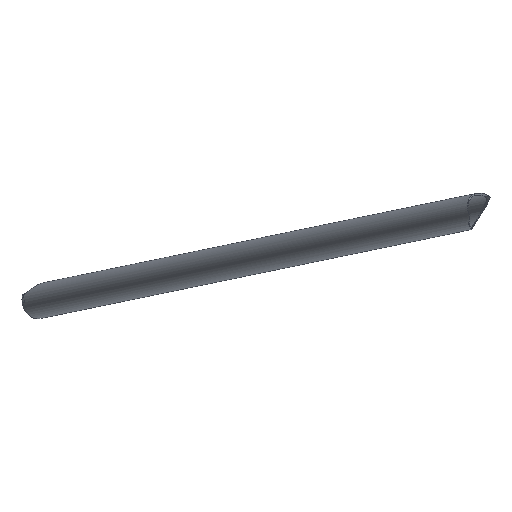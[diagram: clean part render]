
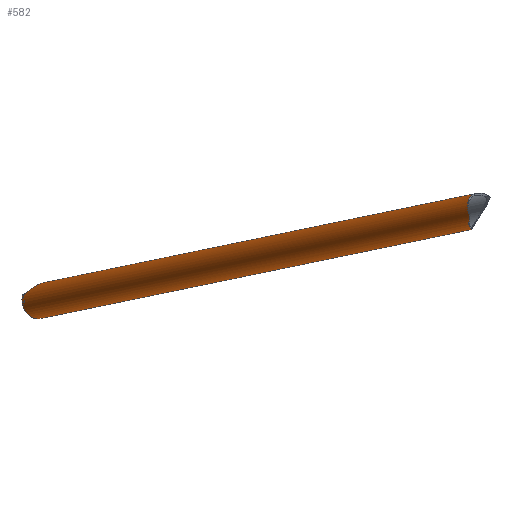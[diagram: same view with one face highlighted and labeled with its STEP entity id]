
A CAD part, top view. The second image highlights one B-rep face of the part: STEP entity #582.
In plain terms, the highlighted cylindrical face has radius 14 mm (diameter 28 mm), a partial arc.
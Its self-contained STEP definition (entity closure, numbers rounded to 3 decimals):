
#58=CARTESIAN_POINT('Control Point',(-1547.659,-98.005,993.293)) ;
#59=CARTESIAN_POINT('Control Point',(-1547.586,-99.061,991.232)) ;
#60=CARTESIAN_POINT('Control Point',(-1547.384,-99.976,989.102)) ;
#61=CARTESIAN_POINT('Control Point',(-1547.008,-100.74,986.945)) ;
#62=CARTESIAN_POINT('Control Point',(-1546.38,-101.309,984.717)) ;
#63=CARTESIAN_POINT('Control Point',(-1545.376,-101.489,982.637)) ;
#64=CARTESIAN_POINT('Vertex',(-1547.659,-98.005,993.293)) ;
#66=CARTESIAN_POINT('Vertex',(-1545.376,-101.489,982.637)) ;
#125=CARTESIAN_POINT('Vertex',(-1547.542,-89.905,1002.842)) ;
#129=CARTESIAN_POINT('Control Point',(-1547.542,-89.905,1002.842)) ;
#130=CARTESIAN_POINT('Control Point',(-1547.477,-90.462,1002.632)) ;
#131=CARTESIAN_POINT('Control Point',(-1547.435,-90.996,1002.35)) ;
#132=CARTESIAN_POINT('Control Point',(-1547.419,-91.496,1002.009)) ;
#133=CARTESIAN_POINT('Control Point',(-1547.418,-92.427,1001.264)) ;
#134=CARTESIAN_POINT('Control Point',(-1547.459,-93.261,1000.412)) ;
#135=CARTESIAN_POINT('Control Point',(-1547.484,-93.655,999.972)) ;
#136=CARTESIAN_POINT('Control Point',(-1547.574,-94.904,998.473)) ;
#137=CARTESIAN_POINT('Control Point',(-1547.663,-96.,996.854)) ;
#138=CARTESIAN_POINT('Control Point',(-1547.699,-96.716,995.694)) ;
#139=CARTESIAN_POINT('Control Point',(-1547.701,-97.385,994.505)) ;
#140=CARTESIAN_POINT('Control Point',(-1547.659,-98.005,993.293)) ;
#159=CARTESIAN_POINT('Vertex',(-1548.533,-86.592,1002.493)) ;
#163=CARTESIAN_POINT('Control Point',(-1548.533,-86.592,1002.493)) ;
#164=CARTESIAN_POINT('Control Point',(-1548.31,-87.712,1002.702)) ;
#165=CARTESIAN_POINT('Control Point',(-1547.967,-88.824,1002.835)) ;
#166=CARTESIAN_POINT('Control Point',(-1547.542,-89.905,1002.842)) ;
#181=CARTESIAN_POINT('Vertex',(-1548.732,-81.91,1001.226)) ;
#185=CARTESIAN_POINT('Control Point',(-1548.732,-81.91,1001.226)) ;
#186=CARTESIAN_POINT('Control Point',(-1548.877,-83.054,1001.623)) ;
#187=CARTESIAN_POINT('Control Point',(-1548.888,-84.23,1001.976)) ;
#188=CARTESIAN_POINT('Control Point',(-1548.768,-85.416,1002.273)) ;
#189=CARTESIAN_POINT('Control Point',(-1548.533,-86.592,1002.493)) ;
#206=CARTESIAN_POINT('Control Point',(-1548.732,-81.91,1001.226)) ;
#207=CARTESIAN_POINT('Control Point',(-1548.74,-81.009,1000.715)) ;
#208=CARTESIAN_POINT('Control Point',(-1548.68,-80.132,1000.159)) ;
#209=CARTESIAN_POINT('Control Point',(-1548.543,-79.284,999.571)) ;
#210=CARTESIAN_POINT('Control Point',(-1548.135,-77.761,998.428)) ;
#211=CARTESIAN_POINT('Control Point',(-1547.434,-76.389,997.238)) ;
#212=CARTESIAN_POINT('Control Point',(-1547.043,-75.79,996.68)) ;
#213=CARTESIAN_POINT('Control Point',(-1545.952,-74.462,995.35)) ;
#214=CARTESIAN_POINT('Control Point',(-1544.516,-73.431,994.073)) ;
#215=CARTESIAN_POINT('Control Point',(-1543.571,-72.948,993.366)) ;
#216=CARTESIAN_POINT('Control Point',(-1542.54,-72.595,992.711)) ;
#217=CARTESIAN_POINT('Control Point',(-1541.449,-72.373,992.12)) ;
#218=CARTESIAN_POINT('Vertex',(-1541.449,-72.373,992.12)) ;
#320=CARTESIAN_POINT('Vertex',(-1545.506,-101.774,977.834)) ;
#324=CARTESIAN_POINT('Control Point',(-1545.505,-101.774,977.65)) ;
#325=CARTESIAN_POINT('Control Point',(-1545.506,-101.774,977.711)) ;
#326=CARTESIAN_POINT('Control Point',(-1545.506,-101.774,977.773)) ;
#327=CARTESIAN_POINT('Control Point',(-1545.506,-101.774,977.834)) ;
#328=CARTESIAN_POINT('Vertex',(-1545.505,-101.774,977.65)) ;
#382=CARTESIAN_POINT('Control Point',(-1545.376,-101.489,982.637)) ;
#383=CARTESIAN_POINT('Control Point',(-1545.456,-101.663,981.044)) ;
#384=CARTESIAN_POINT('Control Point',(-1545.507,-101.767,979.441)) ;
#385=CARTESIAN_POINT('Control Point',(-1545.506,-101.774,977.834)) ;
#411=CARTESIAN_POINT('Vertex',(-1896.094,-173.193,452.639)) ;
#415=CARTESIAN_POINT('Control Point',(-1897.641,-173.51,450.262)) ;
#416=CARTESIAN_POINT('Control Point',(-1897.332,-173.446,450.738)) ;
#417=CARTESIAN_POINT('Control Point',(-1897.022,-173.383,451.213)) ;
#418=CARTESIAN_POINT('Control Point',(-1896.713,-173.32,451.688)) ;
#419=CARTESIAN_POINT('Control Point',(-1896.403,-173.257,452.164)) ;
#420=CARTESIAN_POINT('Control Point',(-1896.094,-173.193,452.639)) ;
#421=CARTESIAN_POINT('Vertex',(-1897.641,-173.51,450.262)) ;
#486=CARTESIAN_POINT('Vertex',(-1895.239,-173.028,453.034)) ;
#490=CARTESIAN_POINT('Control Point',(-1896.094,-173.193,452.639)) ;
#491=CARTESIAN_POINT('Control Point',(-1895.815,-173.142,452.784)) ;
#492=CARTESIAN_POINT('Control Point',(-1895.529,-173.087,452.914)) ;
#493=CARTESIAN_POINT('Control Point',(-1895.239,-173.028,453.034)) ;
#523=CARTESIAN_POINT('Axis2P3D Location',(-1716.802,-122.386,724.89)) ;
#528=CARTESIAN_POINT('Axis2P3D Location',(-1900.057,-159.722,450.)) ;
#532=CARTESIAN_POINT('Vertex',(-1910.956,-153.764,456.457)) ;
#535=CARTESIAN_POINT('Line Origine',(-1714.007,-136.104,724.89)) ;
#540=CARTESIAN_POINT('Line Origine',(-1719.597,-108.668,724.89)) ;
#544=CARTESIAN_POINT('Vertex',(-1895.223,-144.45,461.443)) ;
#548=CARTESIAN_POINT('Control Point',(-1910.956,-153.764,456.457)) ;
#549=CARTESIAN_POINT('Control Point',(-1910.563,-153.751,457.108)) ;
#550=CARTESIAN_POINT('Control Point',(-1910.122,-153.616,457.728)) ;
#551=CARTESIAN_POINT('Control Point',(-1909.652,-153.354,458.285)) ;
#552=CARTESIAN_POINT('Control Point',(-1908.555,-152.61,459.423)) ;
#553=CARTESIAN_POINT('Control Point',(-1907.397,-151.638,460.305)) ;
#554=CARTESIAN_POINT('Control Point',(-1906.726,-151.068,460.737)) ;
#555=CARTESIAN_POINT('Control Point',(-1905.47,-150.017,461.415)) ;
#556=CARTESIAN_POINT('Control Point',(-1904.131,-148.969,461.909)) ;
#557=CARTESIAN_POINT('Control Point',(-1903.516,-148.508,462.093)) ;
#558=CARTESIAN_POINT('Control Point',(-1902.207,-147.578,462.393)) ;
#559=CARTESIAN_POINT('Control Point',(-1900.822,-146.718,462.518)) ;
#560=CARTESIAN_POINT('Control Point',(-1900.088,-146.299,462.532)) ;
#561=CARTESIAN_POINT('Control Point',(-1898.681,-145.575,462.453)) ;
#562=CARTESIAN_POINT('Control Point',(-1897.237,-145.,462.16)) ;
#563=CARTESIAN_POINT('Control Point',(-1896.559,-144.77,461.973)) ;
#564=CARTESIAN_POINT('Control Point',(-1895.885,-144.585,461.734)) ;
#565=CARTESIAN_POINT('Control Point',(-1895.223,-144.45,461.443)) ;
#524=DIRECTION('Axis2P3D Direction',(-0.551,-0.112,-0.827)) ;
#525=DIRECTION('Axis2P3D XDirection',(0.2,-0.98,0.)) ;
#529=DIRECTION('Axis2P3D Direction',(-0.551,-0.112,-0.827)) ;
#536=DIRECTION('Vector Direction',(-0.551,-0.112,-0.827)) ;
#541=DIRECTION('Vector Direction',(-0.551,-0.112,-0.827)) ;
#526=AXIS2_PLACEMENT_3D('Cylinder Axis2P3D',#523,#524,#525) ;
#530=AXIS2_PLACEMENT_3D('Circle Axis2P3D',#528,#529,$) ;
#568=ORIENTED_EDGE('',*,*,#534,.F.) ;
#569=ORIENTED_EDGE('',*,*,#423,.T.) ;
#570=ORIENTED_EDGE('',*,*,#494,.T.) ;
#571=ORIENTED_EDGE('',*,*,#539,.F.) ;
#572=ORIENTED_EDGE('',*,*,#330,.T.) ;
#573=ORIENTED_EDGE('',*,*,#386,.F.) ;
#574=ORIENTED_EDGE('',*,*,#68,.F.) ;
#575=ORIENTED_EDGE('',*,*,#141,.F.) ;
#576=ORIENTED_EDGE('',*,*,#167,.F.) ;
#577=ORIENTED_EDGE('',*,*,#190,.F.) ;
#578=ORIENTED_EDGE('',*,*,#220,.T.) ;
#579=ORIENTED_EDGE('',*,*,#546,.T.) ;
#580=ORIENTED_EDGE('',*,*,#566,.F.) ;
#537=VECTOR('Line Direction',#536,1.) ;
#542=VECTOR('Line Direction',#541,1.) ;
#582=ADVANCED_FACE('Corps principal',(#581),#527,.T.) ;
#57=B_SPLINE_CURVE_WITH_KNOTS('',5,(#58,#59,#60,#61,#62,#63),.UNSPECIFIED.,.F.,.U.,(6,6),(0.,16.38),.UNSPECIFIED.) ;
#128=B_SPLINE_CURVE_WITH_KNOTS('',5,(#129,#130,#131,#132,#133,#134,#135,#136,#137,#138,#139,#140),.UNSPECIFIED.,.F.,.U.,(6,3,3,6),(1.168,5.41,9.585,19.216),.UNSPECIFIED.) ;
#162=B_SPLINE_CURVE_WITH_KNOTS('',3,(#163,#164,#165,#166),.UNSPECIFIED.,.F.,.U.,(4,4),(0.,4.927),.UNSPECIFIED.) ;
#184=B_SPLINE_CURVE_WITH_KNOTS('',4,(#185,#186,#187,#188,#189),.UNSPECIFIED.,.F.,.U.,(5,5),(22.307,29.206),.UNSPECIFIED.) ;
#205=B_SPLINE_CURVE_WITH_KNOTS('',5,(#206,#207,#208,#209,#210,#211,#212,#213,#214,#215,#216,#217),.UNSPECIFIED.,.F.,.U.,(6,3,3,6),(1.507,8.835,15.222,24.141),.UNSPECIFIED.) ;
#323=B_SPLINE_CURVE_WITH_KNOTS('',3,(#324,#325,#326,#327),.UNSPECIFIED.,.F.,.U.,(4,4),(0.,0.261),.UNSPECIFIED.) ;
#381=B_SPLINE_CURVE_WITH_KNOTS('',3,(#382,#383,#384,#385),.UNSPECIFIED.,.F.,.U.,(4,4),(41.827,48.643),.UNSPECIFIED.) ;
#414=B_SPLINE_CURVE_WITH_KNOTS('',5,(#415,#416,#417,#418,#419,#420),.UNSPECIFIED.,.F.,.U.,(6,6),(0.,4.036),.UNSPECIFIED.) ;
#489=B_SPLINE_CURVE_WITH_KNOTS('',3,(#490,#491,#492,#493),.UNSPECIFIED.,.F.,.U.,(4,4),(0.,1.352),.UNSPECIFIED.) ;
#547=B_SPLINE_CURVE_WITH_KNOTS('',5,(#548,#549,#550,#551,#552,#553,#554,#555,#556,#557,#558,#559,#560,#561,#562,#563,#564,#565),.UNSPECIFIED.,.F.,.U.,(6,3,3,3,3,6),(0.,5.381,12.303,17.883,23.837,29.038),.UNSPECIFIED.) ;
#531=CIRCLE('generated circle',#530,14.) ;
#527=CYLINDRICAL_SURFACE('generated cylinder',#526,14.) ;
#68=EDGE_CURVE('',#65,#67,#57,.T.) ;
#141=EDGE_CURVE('',#126,#65,#128,.T.) ;
#167=EDGE_CURVE('',#160,#126,#162,.T.) ;
#190=EDGE_CURVE('',#182,#160,#184,.T.) ;
#220=EDGE_CURVE('',#182,#219,#205,.T.) ;
#330=EDGE_CURVE('',#329,#321,#323,.T.) ;
#386=EDGE_CURVE('',#67,#321,#381,.T.) ;
#423=EDGE_CURVE('',#422,#412,#414,.T.) ;
#494=EDGE_CURVE('',#412,#487,#489,.T.) ;
#534=EDGE_CURVE('',#422,#533,#531,.T.) ;
#539=EDGE_CURVE('',#329,#487,#538,.T.) ;
#546=EDGE_CURVE('',#219,#545,#543,.T.) ;
#566=EDGE_CURVE('',#533,#545,#547,.T.) ;
#567=EDGE_LOOP('',(#568,#569,#570,#571,#572,#573,#574,#575,#576,#577,#578,#579,#580)) ;
#581=FACE_OUTER_BOUND('',#567,.T.) ;
#538=LINE('Line',#535,#537) ;
#543=LINE('Line',#540,#542) ;
#65=VERTEX_POINT('',#64) ;
#67=VERTEX_POINT('',#66) ;
#126=VERTEX_POINT('',#125) ;
#160=VERTEX_POINT('',#159) ;
#182=VERTEX_POINT('',#181) ;
#219=VERTEX_POINT('',#218) ;
#321=VERTEX_POINT('',#320) ;
#329=VERTEX_POINT('',#328) ;
#412=VERTEX_POINT('',#411) ;
#422=VERTEX_POINT('',#421) ;
#487=VERTEX_POINT('',#486) ;
#533=VERTEX_POINT('',#532) ;
#545=VERTEX_POINT('',#544) ;
